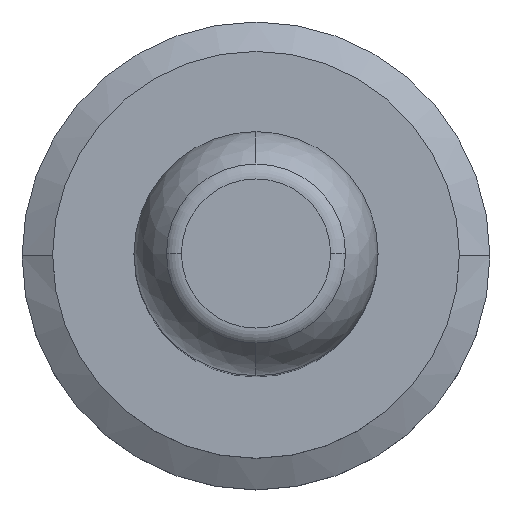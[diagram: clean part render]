
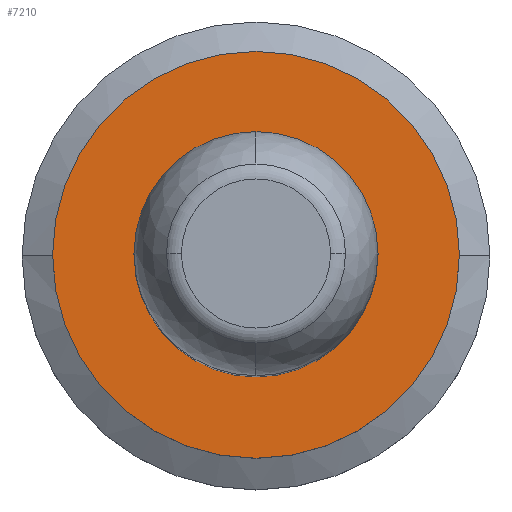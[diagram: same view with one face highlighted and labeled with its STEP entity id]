
A CAD part, top view. The second image highlights one B-rep face of the part: STEP entity #7210.
In plain terms, the highlighted planar face has unit normal (0, 0, 1).
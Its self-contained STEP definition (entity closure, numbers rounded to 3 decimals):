
#2710=CARTESIAN_POINT('',(4.968,19.234,16.7));
#2720=VERTEX_POINT('',#2710);
#2920=CARTESIAN_POINT('',(4.968,9.234,16.7));
#2930=VERTEX_POINT('',#2920);
#2960=CARTESIAN_POINT('',(4.968,14.234,16.7));
#2970=DIRECTION('',(0.,0.,1.));
#2980=DIRECTION('',(0.,1.,0.));
#2990=AXIS2_PLACEMENT_3D('',#2960,#2970,#2980);
#3000=CIRCLE('',#2990,5.);
#3010=EDGE_CURVE('',#2930,#2720,#3000,.T.);
#6680=CARTESIAN_POINT('',(4.968,17.234,16.7));
#6690=VERTEX_POINT('',#6680);
#6720=CARTESIAN_POINT('',(4.968,14.234,16.7));
#6730=DIRECTION('',(0.,0.,-1.));
#6740=DIRECTION('',(0.,-1.,0.));
#6750=AXIS2_PLACEMENT_3D('',#6720,#6730,#6740);
#6760=CIRCLE('',#6750,3.);
#6770=CARTESIAN_POINT('',(4.968,11.234,16.7));
#6780=VERTEX_POINT('',#6770);
#6790=EDGE_CURVE('',#6690,#6780,#6760,.T.);
#7060=CARTESIAN_POINT('',(4.968,9.075,16.7));
#7070=DIRECTION('',(0.,0.,-1.));
#7080=DIRECTION('',(0.,-1.,0.));
#7090=AXIS2_PLACEMENT_3D('',#7060,#7070,#7080);
#7100=PLANE('',#7090);
#7110=EDGE_CURVE('',#6780,#6690,#6760,.T.);
#7120=ORIENTED_EDGE('',*,*,#7110,.T.);
#7130=ORIENTED_EDGE('',*,*,#6790,.T.);
#7140=EDGE_LOOP('',(#7130,#7120));
#7150=FACE_BOUND('',#7140,.T.);
#7160=EDGE_CURVE('',#2720,#2930,#3000,.T.);
#7170=ORIENTED_EDGE('',*,*,#7160,.T.);
#7180=ORIENTED_EDGE('',*,*,#3010,.T.);
#7190=EDGE_LOOP('',(#7180,#7170));
#7200=FACE_OUTER_BOUND('',#7190,.T.);
#7210=ADVANCED_FACE('',(#7150,#7200),#7100,.F.);
